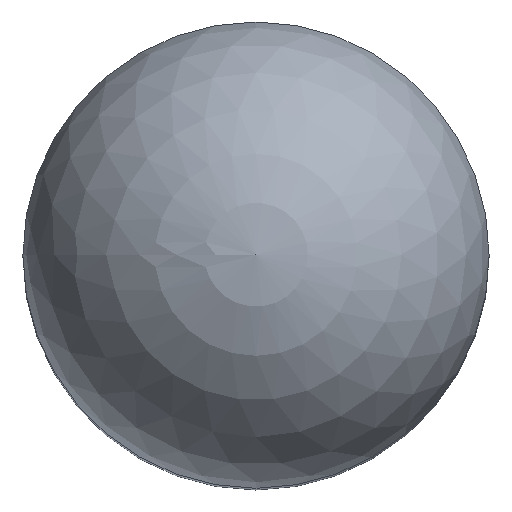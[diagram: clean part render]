
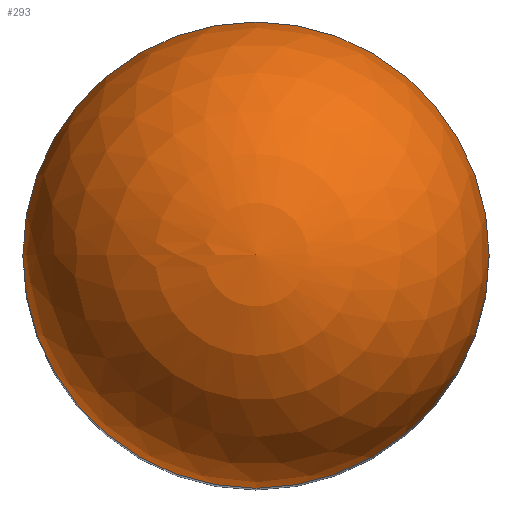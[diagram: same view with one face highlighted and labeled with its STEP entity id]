
A CAD part, top view. The second image highlights one B-rep face of the part: STEP entity #293.
In plain terms, the highlighted spherical face has radius 1.2 mm.
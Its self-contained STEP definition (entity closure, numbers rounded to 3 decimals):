
#93=FACE_OUTER_BOUND('',#114,.T.);
#114=EDGE_LOOP('',(#212,#213,#214));
#135=CIRCLE('',#332,1.2);
#136=CIRCLE('',#333,1.2);
#145=VERTEX_POINT('',#447);
#146=VERTEX_POINT('',#449);
#172=EDGE_CURVE('',#145,#145,#135,.T.);
#173=EDGE_CURVE('',#146,#145,#136,.T.);
#212=ORIENTED_EDGE('',*,*,#172,.T.);
#213=ORIENTED_EDGE('',*,*,#173,.F.);
#214=ORIENTED_EDGE('',*,*,#173,.T.);
#292=SPHERICAL_SURFACE('',#331,1.2);
#293=ADVANCED_FACE('',(#93),#292,.T.);
#331=AXIS2_PLACEMENT_3D('',#446,#363,#364);
#332=AXIS2_PLACEMENT_3D('',#448,#365,#366);
#333=AXIS2_PLACEMENT_3D('',#450,#367,#368);
#363=DIRECTION('center_axis',(0.,0.,1.));
#364=DIRECTION('ref_axis',(1.,0.,0.));
#365=DIRECTION('center_axis',(0.,0.,1.));
#366=DIRECTION('ref_axis',(1.,0.,0.));
#367=DIRECTION('center_axis',(0.,-1.,0.));
#368=DIRECTION('ref_axis',(-1.,0.,0.));
#446=CARTESIAN_POINT('Origin',(0.,0.,6.1));
#447=CARTESIAN_POINT('',(-1.2,0.,6.1));
#448=CARTESIAN_POINT('Origin',(0.,0.,6.1));
#449=CARTESIAN_POINT('',(0.,0.,7.3));
#450=CARTESIAN_POINT('Origin',(0.,0.,6.1));
